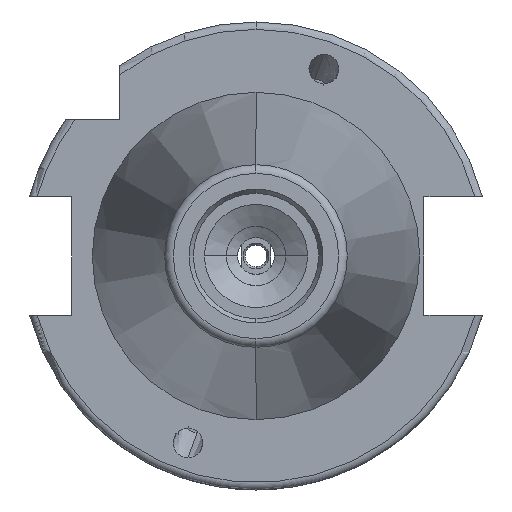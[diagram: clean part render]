
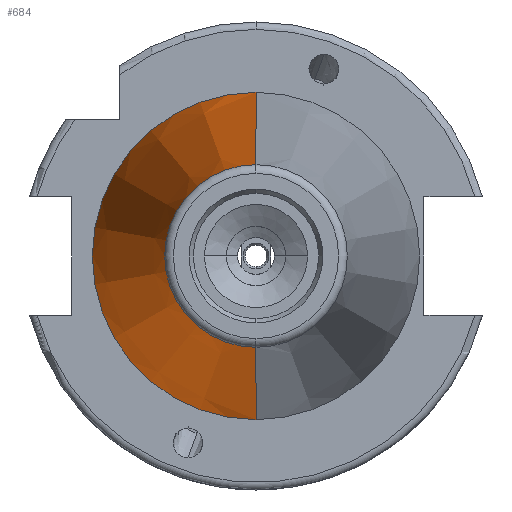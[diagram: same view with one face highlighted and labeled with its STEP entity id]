
A CAD part, left-side view. The second image highlights one B-rep face of the part: STEP entity #684.
In plain terms, the highlighted conical face has half-angle 8.297 degrees and reference radius 22.225 mm.
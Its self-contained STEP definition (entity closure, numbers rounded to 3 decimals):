
#87 = CARTESIAN_POINT ( 'NONE',  ( -67.373, 12.4, 0. ) ) ;
#158 = CARTESIAN_POINT ( 'NONE',  ( 0., -22.225, 0. ) ) ;
#684 = ADVANCED_FACE ( 'NONE', ( #5552 ), #3443, .T. ) ;
#707 = AXIS2_PLACEMENT_3D ( 'NONE', #3653, #3008, #2328 ) ;
#1221 = CARTESIAN_POINT ( 'NONE',  ( 0., 0., 0. ) ) ;
#1282 = CARTESIAN_POINT ( 'NONE',  ( 0., 22.225, 0. ) ) ;
#1487 = CARTESIAN_POINT ( 'NONE',  ( 0., -22.225, 0. ) ) ;
#1494 = VECTOR ( 'NONE', #2437, 1000. ) ;
#1696 = DIRECTION ( 'NONE',  ( 0.99, -0.144, 0. ) ) ;
#1706 = ORIENTED_EDGE ( 'NONE', *, *, #2138, .T. ) ;
#2056 = EDGE_CURVE ( 'NONE', #6334, #2175, #3366, .T. ) ;
#2110 = EDGE_CURVE ( 'NONE', #2674, #4289, #6006, .T. ) ;
#2138 = EDGE_CURVE ( 'NONE', #2674, #6334, #7964, .T. ) ;
#2170 = EDGE_CURVE ( 'NONE', #4289, #2175, #2623, .T. ) ;
#2175 = VERTEX_POINT ( 'NONE', #1282 ) ;
#2328 = DIRECTION ( 'NONE',  ( 0., -1., 0. ) ) ;
#2437 = DIRECTION ( 'NONE',  ( 0.99, 0.144, 0. ) ) ;
#2465 = DIRECTION ( 'NONE',  ( 1., 0., 0. ) ) ;
#2623 = LINE ( 'NONE', #4850, #1494 ) ;
#2674 = VERTEX_POINT ( 'NONE', #5478 ) ;
#3008 = DIRECTION ( 'NONE',  ( -1., 0., 0. ) ) ;
#3366 = CIRCLE ( 'NONE', #4381, 22.225 ) ;
#3382 = EDGE_LOOP ( 'NONE', ( #4759, #1706, #7998, #4065 ) ) ;
#3443 = CONICAL_SURFACE ( 'NONE', #5887, 22.225, 0.145 ) ;
#3653 = CARTESIAN_POINT ( 'NONE',  ( -67.373, 0., 0. ) ) ;
#4065 = ORIENTED_EDGE ( 'NONE', *, *, #2170, .F. ) ;
#4289 = VERTEX_POINT ( 'NONE', #87 ) ;
#4381 = AXIS2_PLACEMENT_3D ( 'NONE', #6165, #5612, #4908 ) ;
#4422 = DIRECTION ( 'NONE',  ( 0., 1., 0. ) ) ;
#4759 = ORIENTED_EDGE ( 'NONE', *, *, #2110, .F. ) ;
#4850 = CARTESIAN_POINT ( 'NONE',  ( 0., 22.225, 0. ) ) ;
#4908 = DIRECTION ( 'NONE',  ( 0., -1., 0. ) ) ;
#5478 = CARTESIAN_POINT ( 'NONE',  ( -67.373, -12.4, 0. ) ) ;
#5552 = FACE_OUTER_BOUND ( 'NONE', #3382, .T. ) ;
#5612 = DIRECTION ( 'NONE',  ( -1., 0., 0. ) ) ;
#5887 = AXIS2_PLACEMENT_3D ( 'NONE', #1221, #2465, #4422 ) ;
#6006 = CIRCLE ( 'NONE', #707, 12.4 ) ;
#6165 = CARTESIAN_POINT ( 'NONE',  ( 0., 0., 0. ) ) ;
#6334 = VERTEX_POINT ( 'NONE', #1487 ) ;
#6593 = VECTOR ( 'NONE', #1696, 1000. ) ;
#7964 = LINE ( 'NONE', #158, #6593 ) ;
#7998 = ORIENTED_EDGE ( 'NONE', *, *, #2056, .T. ) ;
